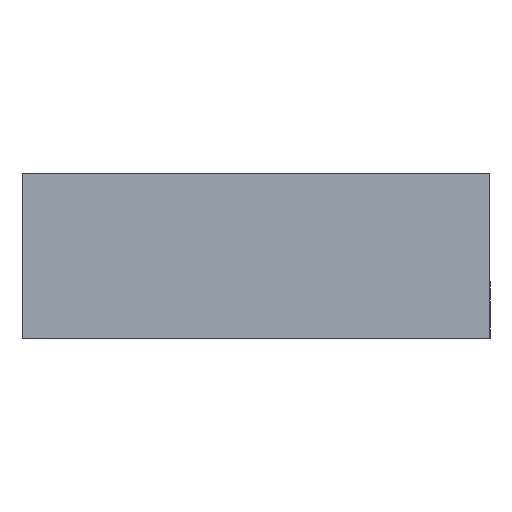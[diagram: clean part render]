
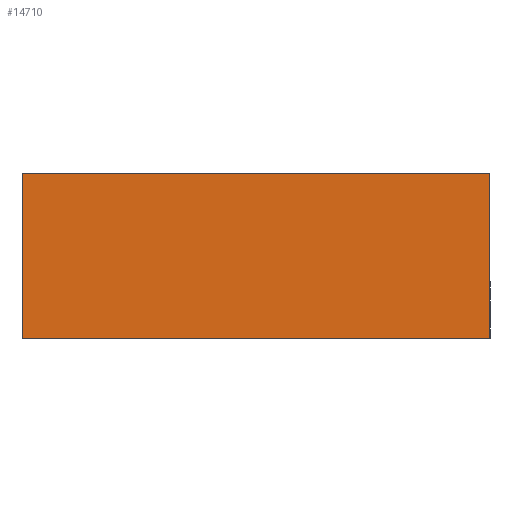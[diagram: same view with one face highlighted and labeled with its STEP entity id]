
A CAD part, top view. The second image highlights one B-rep face of the part: STEP entity #14710.
In plain terms, the highlighted free-form (B-spline) face has degree [1, 1] with [2, 2] control points.
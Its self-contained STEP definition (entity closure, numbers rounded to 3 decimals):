
#14360 = CARTESIAN_POINT ('', (0., 30., 42.5));
#14370 = VERTEX_POINT ('', #14360);
#14380 = CARTESIAN_POINT ('', (0., 0., 42.5));
#14390 = VERTEX_POINT ('', #14380);
#14400 = CARTESIAN_POINT ('', (0., 30., 42.5));
#14410 = CARTESIAN_POINT ('', (0., 0., 42.5));
#14420 = B_SPLINE_CURVE_WITH_KNOTS ('', 1, (#14400, #14410), .UNSPECIFIED., .F., .U., (2, 2), (0., 1.), .UNSPECIFIED.);
#14430 = EDGE_CURVE ('', #14370, #14390, #14420, .T.);
#14440 = ORIENTED_EDGE ('', *, *, #14430, .T.);
#14450 = CARTESIAN_POINT ('', (85., 0., 42.5));
#14460 = VERTEX_POINT ('', #14450);
#14470 = CARTESIAN_POINT ('', (0., 0., 42.5));
#14480 = CARTESIAN_POINT ('', (85., 0., 42.5));
#14490 = B_SPLINE_CURVE_WITH_KNOTS ('', 1, (#14470, #14480), .UNSPECIFIED., .F., .U., (2, 2), (0., 1.), .UNSPECIFIED.);
#14500 = EDGE_CURVE ('', #14390, #14460, #14490, .T.);
#14510 = ORIENTED_EDGE ('', *, *, #14500, .T.);
#14520 = CARTESIAN_POINT ('', (85., 30., 42.5));
#14530 = VERTEX_POINT ('', #14520);
#14540 = CARTESIAN_POINT ('', (85., 0., 42.5));
#14550 = CARTESIAN_POINT ('', (85., 30., 42.5));
#14560 = B_SPLINE_CURVE_WITH_KNOTS ('', 1, (#14540, #14550), .UNSPECIFIED., .F., .U., (2, 2), (0., 1.), .UNSPECIFIED.);
#14570 = EDGE_CURVE ('', #14460, #14530, #14560, .T.);
#14580 = ORIENTED_EDGE ('', *, *, #14570, .T.);
#14590 = CARTESIAN_POINT ('', (85., 30., 42.5));
#14600 = CARTESIAN_POINT ('', (0., 30., 42.5));
#14610 = B_SPLINE_CURVE_WITH_KNOTS ('', 1, (#14590, #14600), .UNSPECIFIED., .F., .U., (2, 2), (0., 1.), .UNSPECIFIED.);
#14620 = EDGE_CURVE ('', #14530, #14370, #14610, .T.);
#14630 = ORIENTED_EDGE ('', *, *, #14620, .T.);
#14640 = EDGE_LOOP ('', (#14440, #14510, #14580, #14630));
#14650 = FACE_OUTER_BOUND ('', #14640, .T.);
#14660 = CARTESIAN_POINT ('', (0., 30., 42.5));
#14670 = CARTESIAN_POINT ('', (85., 30., 42.5));
#14680 = CARTESIAN_POINT ('', (0., 0., 42.5));
#14690 = CARTESIAN_POINT ('', (85., 0., 42.5));
#14700 = B_SPLINE_SURFACE_WITH_KNOTS ('', 1, 1, ((#14660, #14670), (#14680, #14690)), .UNSPECIFIED., .F., .F., .U., (2, 2), (2, 2), (0., 1.), (0., 1.), .UNSPECIFIED.);
#14710 = ADVANCED_FACE ('', (#14650), #14700, .T.);
